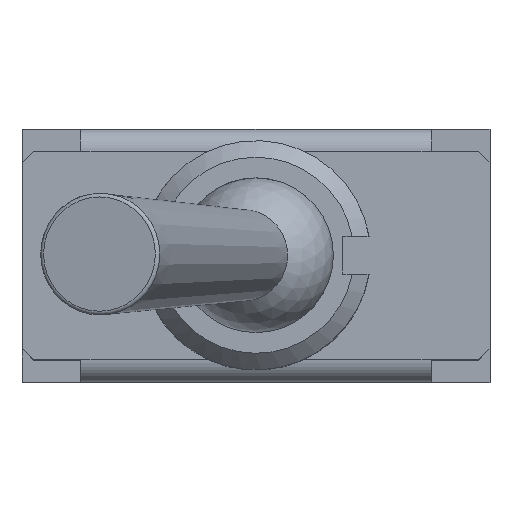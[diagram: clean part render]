
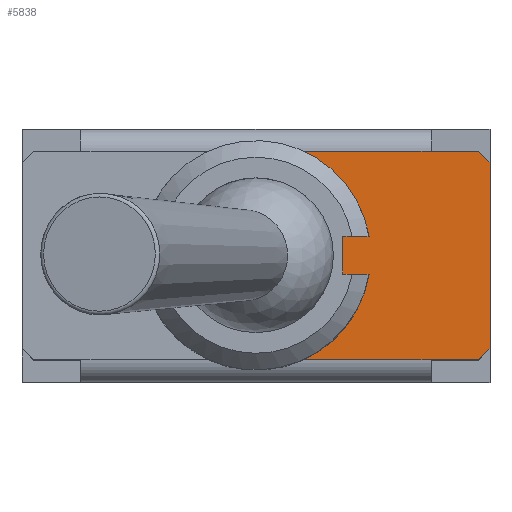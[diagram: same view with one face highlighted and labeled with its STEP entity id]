
A CAD part, top view. The second image highlights one B-rep face of the part: STEP entity #5838.
In plain terms, the highlighted planar face has unit normal (0, 0, 1).
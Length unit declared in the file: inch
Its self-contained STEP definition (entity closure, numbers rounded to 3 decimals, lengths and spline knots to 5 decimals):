
#433=PLANE('',#6191);
#595=LINE('',#8123,#1202);
#600=LINE('',#8135,#1207);
#616=LINE('',#8168,#1223);
#618=LINE('',#8172,#1225);
#906=LINE('',#9595,#1513);
#909=LINE('',#9600,#1516);
#910=LINE('',#9602,#1517);
#919=LINE('',#9631,#1526);
#920=LINE('',#9633,#1527);
#921=LINE('',#9635,#1528);
#1202=VECTOR('',#6613,0.3937);
#1207=VECTOR('',#6622,0.3937);
#1223=VECTOR('',#6646,0.3937);
#1225=VECTOR('',#6650,0.3937);
#1513=VECTOR('',#7176,0.3937);
#1516=VECTOR('',#7181,0.3937);
#1517=VECTOR('',#7184,0.3937);
#1526=VECTOR('',#7221,0.3937);
#1527=VECTOR('',#7222,0.3937);
#1528=VECTOR('',#7223,0.3937);
#1936=FACE_OUTER_BOUND('',#2298,.T.);
#2298=EDGE_LOOP('',(#4968,#4969,#4970,#4971,#4972,#4973,#4974,#4975,#4976,
#4977,#4978,#4979));
#2467=CIRCLE('',#6192,0.12244);
#2468=CIRCLE('',#6193,0.12244);
#2635=VERTEX_POINT('',#8120);
#2636=VERTEX_POINT('',#8122);
#2640=VERTEX_POINT('',#8132);
#2641=VERTEX_POINT('',#8134);
#2654=VERTEX_POINT('',#8166);
#2655=VERTEX_POINT('',#8170);
#2904=VERTEX_POINT('',#9594);
#2905=VERTEX_POINT('',#9598);
#2910=VERTEX_POINT('',#9628);
#2911=VERTEX_POINT('',#9630);
#2912=VERTEX_POINT('',#9632);
#2913=VERTEX_POINT('',#9634);
#3186=EDGE_CURVE('',#2636,#2635,#595,.T.);
#3192=EDGE_CURVE('',#2640,#2641,#600,.T.);
#3209=EDGE_CURVE('',#2641,#2654,#616,.T.);
#3211=EDGE_CURVE('',#2635,#2655,#618,.T.);
#3611=EDGE_CURVE('',#2904,#2655,#906,.T.);
#3614=EDGE_CURVE('',#2904,#2905,#909,.T.);
#3615=EDGE_CURVE('',#2654,#2905,#910,.T.);
#3625=EDGE_CURVE('',#2640,#2910,#2467,.T.);
#3626=EDGE_CURVE('',#2910,#2911,#919,.T.);
#3627=EDGE_CURVE('',#2911,#2912,#920,.T.);
#3628=EDGE_CURVE('',#2912,#2913,#921,.T.);
#3629=EDGE_CURVE('',#2913,#2636,#2468,.T.);
#4968=ORIENTED_EDGE('',*,*,#3625,.T.);
#4969=ORIENTED_EDGE('',*,*,#3626,.T.);
#4970=ORIENTED_EDGE('',*,*,#3627,.T.);
#4971=ORIENTED_EDGE('',*,*,#3628,.T.);
#4972=ORIENTED_EDGE('',*,*,#3629,.T.);
#4973=ORIENTED_EDGE('',*,*,#3186,.T.);
#4974=ORIENTED_EDGE('',*,*,#3211,.T.);
#4975=ORIENTED_EDGE('',*,*,#3611,.F.);
#4976=ORIENTED_EDGE('',*,*,#3614,.T.);
#4977=ORIENTED_EDGE('',*,*,#3615,.F.);
#4978=ORIENTED_EDGE('',*,*,#3209,.F.);
#4979=ORIENTED_EDGE('',*,*,#3192,.F.);
#5838=ADVANCED_FACE('',(#1936),#433,.T.);
#6191=AXIS2_PLACEMENT_3D('',#9627,#7217,#7218);
#6192=AXIS2_PLACEMENT_3D('',#9629,#7219,#7220);
#6193=AXIS2_PLACEMENT_3D('',#9636,#7224,#7225);
#6613=DIRECTION('',(1.,0.,0.));
#6622=DIRECTION('',(1.,0.,0.));
#6646=DIRECTION('',(1.,0.,0.));
#6650=DIRECTION('',(1.,0.,0.));
#7176=DIRECTION('',(-0.707,-0.707,0.));
#7181=DIRECTION('',(0.,1.,0.));
#7184=DIRECTION('',(0.707,-0.707,0.));
#7217=DIRECTION('center_axis',(0.,0.,
1.));
#7218=DIRECTION('ref_axis',(0.,-1.,0.));
#7219=DIRECTION('center_axis',(0.,0.,
-1.));
#7220=DIRECTION('ref_axis',(0.986,0.164,0.));
#7221=DIRECTION('',(-1.,0.,0.));
#7222=DIRECTION('',(0.,-1.,0.));
#7223=DIRECTION('',(1.,0.,0.));
#7224=DIRECTION('center_axis',(0.,0.,
-1.));
#7225=DIRECTION('ref_axis',(0.986,0.164,0.));
#8120=CARTESIAN_POINT('',(0.18701,-0.11142,0.35));
#8122=CARTESIAN_POINT('',(0.05077,-0.11142,0.35));
#8123=CARTESIAN_POINT('',(0.,-0.11142,0.35));
#8132=CARTESIAN_POINT('',(0.05077,0.11142,0.35));
#8134=CARTESIAN_POINT('',(0.18701,0.11142,0.35));
#8135=CARTESIAN_POINT('',(0.,0.11142,0.35));
#8166=CARTESIAN_POINT('',(0.23819,0.11142,0.35));
#8168=CARTESIAN_POINT('',(0.18701,0.11142,0.35));
#8170=CARTESIAN_POINT('',(0.23819,-0.11142,0.35));
#8172=CARTESIAN_POINT('',(0.18701,-0.11142,0.35));
#9594=CARTESIAN_POINT('',(0.25,-0.09961,0.35));
#9595=CARTESIAN_POINT('',(0.2373,-0.1123,0.35));
#9598=CARTESIAN_POINT('',(0.25,0.09961,0.35));
#9600=CARTESIAN_POINT('',(0.25,0.11142,0.35));
#9602=CARTESIAN_POINT('',(0.18159,0.16801,0.35));
#9627=CARTESIAN_POINT('Origin',(0.,0.11142,
0.35));
#9628=CARTESIAN_POINT('',(0.12078,0.02008,0.35));
#9629=CARTESIAN_POINT('Origin',(0.,0.,
0.35));
#9630=CARTESIAN_POINT('',(0.09283,0.02008,0.35));
#9631=CARTESIAN_POINT('',(0.06039,0.02008,0.35));
#9632=CARTESIAN_POINT('',(0.09283,-0.02008,0.35));
#9633=CARTESIAN_POINT('',(0.09283,0.06575,0.35));
#9634=CARTESIAN_POINT('',(0.12078,-0.02008,0.35));
#9635=CARTESIAN_POINT('',(0.04642,-0.02008,0.35));
#9636=CARTESIAN_POINT('Origin',(0.,0.,
0.35));
